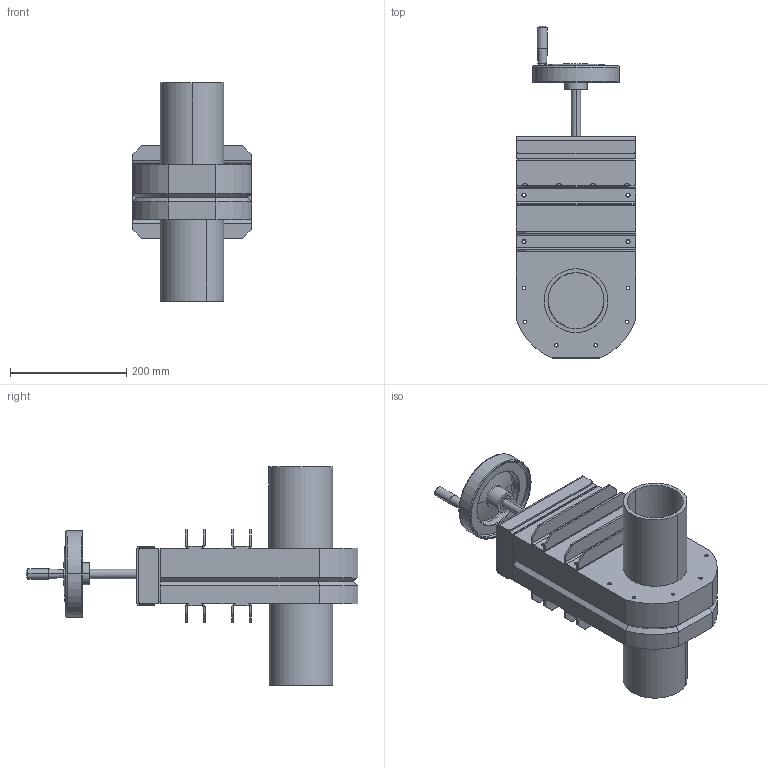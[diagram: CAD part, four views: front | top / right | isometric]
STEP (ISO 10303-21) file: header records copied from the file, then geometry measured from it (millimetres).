
FILE_DESCRIPTION (( 'STEP AP203' ), '1' );
FILE_NAME ('svm-tg dn110-en.step', '2021-04-29T12:26:16', ( 'Konfigurator' ), ( 'HP Inc.' ), 'SwSTEP 2.0', 'SolidWorks 2021', '' );
FILE_SCHEMA (( 'CONFIG_CONTROL_DESIGN' ));
Length unit declared in the file: millimetre
Products named in the file (1): svm-tg dn110-en
Bounding box: 206 x 572.3 x 376 mm (x, y, z)
Volume: 6861661.8 mm3; surface area: 900872.4 mm2
Topology: 1 solids, 6 shells, 976 faces, 2533 edges, 1634 vertices
Faces by surface type: plane 361, cylinder 316, bspline 188, cone 102, torus 8, sphere 1
Entity records: 33505 total; most frequent: CARTESIAN_POINT 10275, ORIENTED_EDGE 5026, DIRECTION 4440, EDGE_CURVE 2513, VERTEX_POINT 1633, AXIS2_PLACEMENT_3D 1604, LINE 1232, VECTOR 1232
